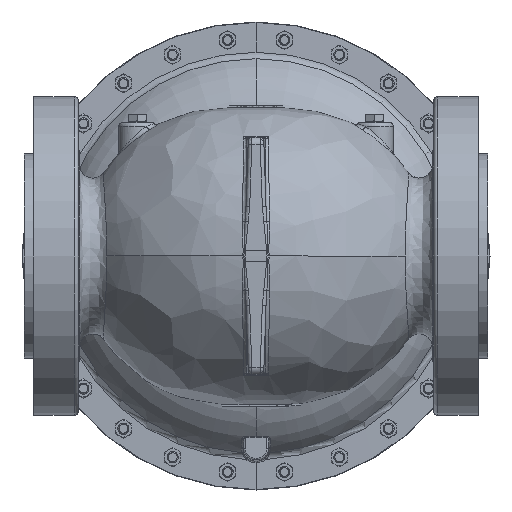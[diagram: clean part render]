
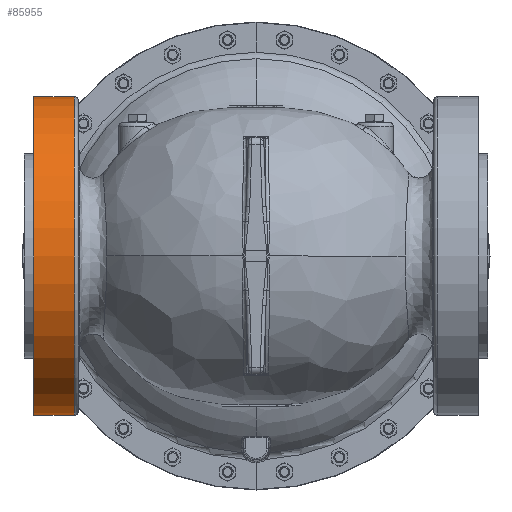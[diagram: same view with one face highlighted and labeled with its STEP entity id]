
A CAD part, front view. The second image highlights one B-rep face of the part: STEP entity #85955.
In plain terms, the highlighted cylindrical face has radius 136.525 mm (diameter 273.05 mm), a partial arc.
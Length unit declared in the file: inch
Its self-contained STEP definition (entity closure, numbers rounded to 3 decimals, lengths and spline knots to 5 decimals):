
#517 = DIRECTION ( 'NONE',  ( -1., 0., 0. ) ) ;
#4794 = CARTESIAN_POINT ( 'NONE',  ( -7.5, -9.53382, -5.375 ) ) ;
#6271 = CARTESIAN_POINT ( 'NONE',  ( -6.12284, -9.53382, 5.375 ) ) ;
#7892 = VECTOR ( 'NONE', #65072, 39.37008 ) ;
#25979 = AXIS2_PLACEMENT_3D ( 'NONE', #157148, #159523, #141376 ) ;
#46939 = EDGE_CURVE ( 'NONE', #104140, #183009, #68910, .T. ) ;
#61785 = DIRECTION ( 'NONE',  ( 0., 0., 1. ) ) ;
#63145 = EDGE_CURVE ( 'NONE', #183009, #186812, #164893, .T. ) ;
#64947 = CARTESIAN_POINT ( 'NONE',  ( -7.5, -9.53382, 5.375 ) ) ;
#65072 = DIRECTION ( 'NONE',  ( -1., 0., 0. ) ) ;
#67452 = CARTESIAN_POINT ( 'NONE',  ( -9.50795, -9.53382, 5.375 ) ) ;
#68910 = LINE ( 'NONE', #183609, #194478 ) ;
#76398 = ORIENTED_EDGE ( 'NONE', *, *, #63145, .F. ) ;
#78182 = ORIENTED_EDGE ( 'NONE', *, *, #46939, .F. ) ;
#84373 = LINE ( 'NONE', #67452, #7892 ) ;
#85955 = ADVANCED_FACE ( 'NONE', ( #167158 ), #109194, .T. ) ;
#87999 = EDGE_CURVE ( 'NONE', #104140, #88190, #202751, .T. ) ;
#88190 = VERTEX_POINT ( 'NONE', #6271 ) ;
#104140 = VERTEX_POINT ( 'NONE', #121004 ) ;
#105161 = DIRECTION ( 'NONE',  ( -1., 0., 0. ) ) ;
#109194 = CYLINDRICAL_SURFACE ( 'NONE', #194682, 5.375 ) ;
#121004 = CARTESIAN_POINT ( 'NONE',  ( -6.12284, -9.53382, -5.375 ) ) ;
#141376 = DIRECTION ( 'NONE',  ( 0., 0., 1. ) ) ;
#149022 = CARTESIAN_POINT ( 'NONE',  ( -9.50795, -9.53382, 0. ) ) ;
#157148 = CARTESIAN_POINT ( 'NONE',  ( -7.5, -9.53382, 0. ) ) ;
#158378 = CARTESIAN_POINT ( 'NONE',  ( -6.12284, -9.53382, 0. ) ) ;
#159523 = DIRECTION ( 'NONE',  ( -1., 0., 0. ) ) ;
#160333 = AXIS2_PLACEMENT_3D ( 'NONE', #158378, #191060, #61785 ) ;
#164893 = CIRCLE ( 'NONE', #25979, 5.375 ) ;
#167158 = FACE_OUTER_BOUND ( 'NONE', #237233, .T. ) ;
#183009 = VERTEX_POINT ( 'NONE', #4794 ) ;
#183609 = CARTESIAN_POINT ( 'NONE',  ( -9.50795, -9.53382, -5.375 ) ) ;
#186812 = VERTEX_POINT ( 'NONE', #64947 ) ;
#191060 = DIRECTION ( 'NONE',  ( -1., 0., 0. ) ) ;
#194478 = VECTOR ( 'NONE', #105161, 39.37008 ) ;
#194682 = AXIS2_PLACEMENT_3D ( 'NONE', #149022, #517, #221584 ) ;
#202751 = CIRCLE ( 'NONE', #160333, 5.375 ) ;
#212305 = ORIENTED_EDGE ( 'NONE', *, *, #235281, .T. ) ;
#219580 = ORIENTED_EDGE ( 'NONE', *, *, #87999, .T. ) ;
#221584 = DIRECTION ( 'NONE',  ( 0., 0., -1. ) ) ;
#235281 = EDGE_CURVE ( 'NONE', #88190, #186812, #84373, .T. ) ;
#237233 = EDGE_LOOP ( 'NONE', ( #219580, #212305, #76398, #78182 ) ) ;
